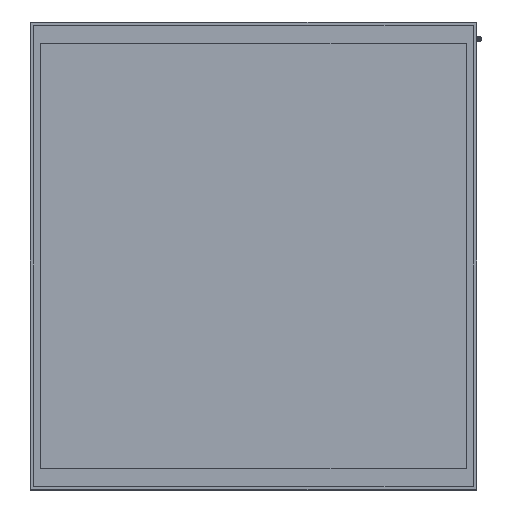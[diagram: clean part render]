
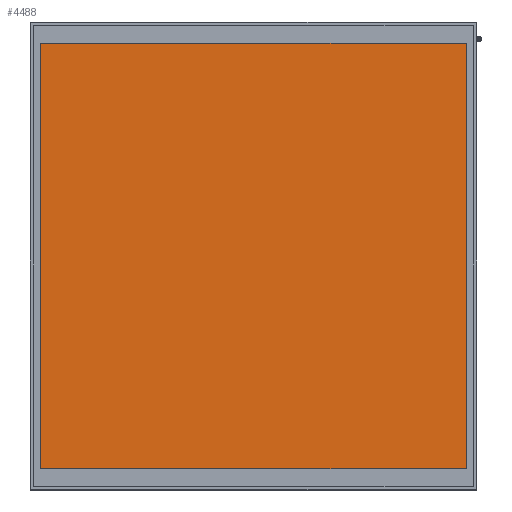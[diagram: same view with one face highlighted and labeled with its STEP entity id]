
A CAD part, top view. The second image highlights one B-rep face of the part: STEP entity #4488.
In plain terms, the highlighted planar face has unit normal (0, 0, 1).
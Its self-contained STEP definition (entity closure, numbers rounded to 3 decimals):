
#2121=ORIENTED_EDGE('',*,*,#2651,.T.);
#2122=ORIENTED_EDGE('',*,*,#2652,.T.);
#2123=ORIENTED_EDGE('',*,*,#2646,.T.);
#2124=ORIENTED_EDGE('',*,*,#2649,.T.);
#2306=VECTOR('',#3438,1.);
#2309=VECTOR('',#3443,1.);
#2311=VECTOR('',#3447,1.);
#2312=VECTOR('',#3450,1.);
#2370=LINE('',#3936,#2306);
#2373=LINE('',#3941,#2309);
#2375=LINE('',#3945,#2311);
#2376=LINE('',#3947,#2312);
#2489=VERTEX_POINT('',#3933);
#2490=VERTEX_POINT('',#3935);
#2491=VERTEX_POINT('',#3939);
#2492=VERTEX_POINT('',#3943);
#2646=EDGE_CURVE('',#2490,#2489,#2370,.T.);
#2649=EDGE_CURVE('',#2489,#2491,#2373,.T.);
#2651=EDGE_CURVE('',#2491,#2492,#2375,.T.);
#2652=EDGE_CURVE('',#2492,#2490,#2376,.T.);
#2846=EDGE_LOOP('',(#2121,#2122,#2123,#2124));
#3070=FACE_BOUND('',#2846,.T.);
#3438=DIRECTION('',(800.,0.,0.));
#3443=DIRECTION('',(0.,800.,0.));
#3447=DIRECTION('',(-800.,0.,0.));
#3450=DIRECTION('',(0.,-800.,0.));
#3451=DIRECTION('',(0.,0.,1.));
#3452=DIRECTION('',(0.,-1.,0.));
#3933=CARTESIAN_POINT('',(820.,40.,18.8));
#3935=CARTESIAN_POINT('',(20.,40.,18.8));
#3936=CARTESIAN_POINT('',(20.,40.,18.8));
#3939=CARTESIAN_POINT('',(820.,840.,18.8));
#3941=CARTESIAN_POINT('',(820.,40.,18.8));
#3943=CARTESIAN_POINT('',(20.,840.,18.8));
#3945=CARTESIAN_POINT('',(820.,840.,18.8));
#3947=CARTESIAN_POINT('',(20.,840.,18.8));
#3948=CARTESIAN_POINT('',(820.,840.,18.8));
#4268=AXIS2_PLACEMENT_3D('',#3948,#3451,#3452);
#4404=PLANE('',#4268);
#4488=ADVANCED_FACE('',(#3070),#4404,.T.);
